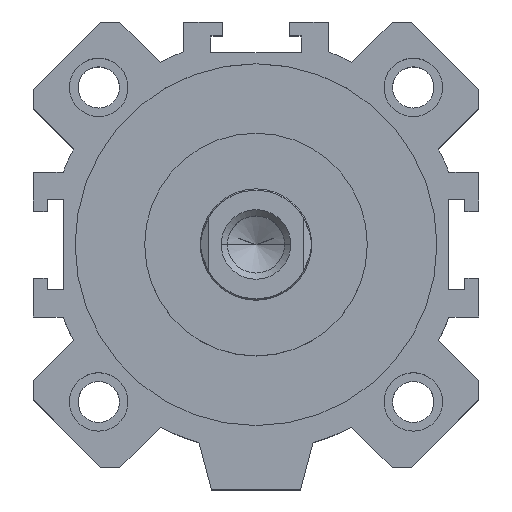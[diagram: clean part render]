
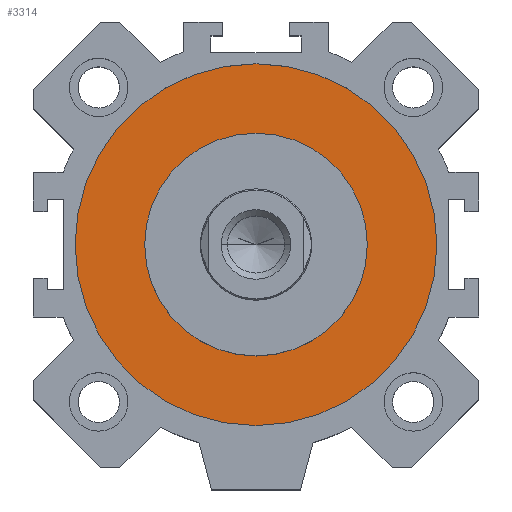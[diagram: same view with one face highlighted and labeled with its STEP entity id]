
A CAD part, top view. The second image highlights one B-rep face of the part: STEP entity #3314.
In plain terms, the highlighted planar face has unit normal (0, 0, 1).
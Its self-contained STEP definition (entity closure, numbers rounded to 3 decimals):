
#256=CARTESIAN_POINT('',(-20.0,0.,38.5));
#257=VERTEX_POINT('',#256);
#266=CARTESIAN_POINT('',(0.0,-20.0,38.5));
#267=VERTEX_POINT('',#266);
#268=CARTESIAN_POINT('',(0.0,0.0,38.5));
#269=DIRECTION('',(0.0,0.0,-1.0));
#270=DIRECTION('',(0.0,-1.0,0.0));
#271=AXIS2_PLACEMENT_3D('',#268,#269,#270);
#272=CIRCLE('',#271,20.0);
#273=EDGE_CURVE('',#267,#257,#272,.T.);
#275=CARTESIAN_POINT('',(20.0,0.,38.5));
#276=VERTEX_POINT('',#275);
#277=CARTESIAN_POINT('',(0.0,0.0,38.5));
#278=DIRECTION('',(0.0,0.0,-1.0));
#279=DIRECTION('',(0.0,-1.0,0.0));
#280=AXIS2_PLACEMENT_3D('',#277,#278,#279);
#281=CIRCLE('',#280,20.0);
#282=EDGE_CURVE('',#276,#267,#281,.T.);
#349=CARTESIAN_POINT('',(0.0,-32.5,38.5));
#350=VERTEX_POINT('',#349);
#359=CARTESIAN_POINT('',(0.,32.5,38.5));
#360=VERTEX_POINT('',#359);
#361=CARTESIAN_POINT('',(0.0,0.0,38.5));
#362=DIRECTION('',(0.0,0.0,-1.0));
#363=DIRECTION('',(0.0,-1.0,0.0));
#364=AXIS2_PLACEMENT_3D('',#361,#362,#363);
#365=CIRCLE('',#364,32.5);
#366=EDGE_CURVE('',#350,#360,#365,.T.);
#3284=CARTESIAN_POINT('',(0.0,0.0,38.5));
#3285=DIRECTION('',(0.0,0.0,-1.0));
#3286=DIRECTION('',(0.0,-1.0,0.0));
#3287=AXIS2_PLACEMENT_3D('',#3284,#3285,#3286);
#3288=CIRCLE('',#3287,32.5);
#3289=EDGE_CURVE('',#360,#350,#3288,.T.);
#3294=CARTESIAN_POINT('',(0.0,-26.25,38.5));
#3295=DIRECTION('',(0.0,0.0,-1.0));
#3296=DIRECTION('',(-1.0,0.0,0.0));
#3297=AXIS2_PLACEMENT_3D('',#3294,#3295,#3296);
#3298=PLANE('',#3297);
#3299=ORIENTED_EDGE('',*,*,#366,.F.);
#3300=ORIENTED_EDGE('',*,*,#3289,.F.);
#3301=EDGE_LOOP('',(#3299,#3300));
#3302=FACE_OUTER_BOUND('',#3301,.T.);
#3303=ORIENTED_EDGE('',*,*,#273,.T.);
#3304=CARTESIAN_POINT('',(0.0,0.0,38.5));
#3305=DIRECTION('',(0.0,0.0,-1.0));
#3306=DIRECTION('',(0.0,-1.0,0.0));
#3307=AXIS2_PLACEMENT_3D('',#3304,#3305,#3306);
#3308=CIRCLE('',#3307,20.0);
#3309=EDGE_CURVE('',#257,#276,#3308,.T.);
#3310=ORIENTED_EDGE('',*,*,#3309,.T.);
#3311=ORIENTED_EDGE('',*,*,#282,.T.);
#3312=EDGE_LOOP('',(#3303,#3310,#3311));
#3313=FACE_BOUND('',#3312,.T.);
#3314=ADVANCED_FACE('',(#3302,#3313),#3298,.F.);
